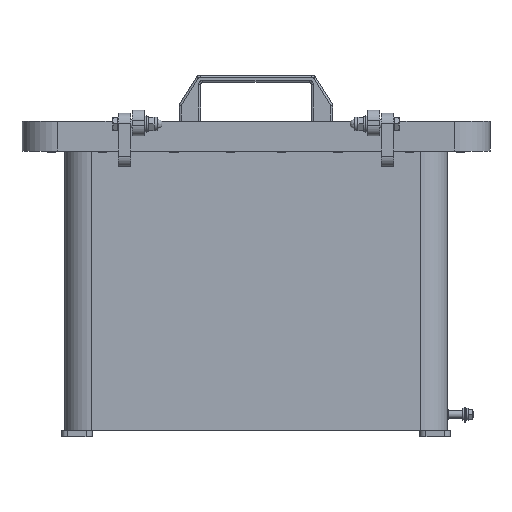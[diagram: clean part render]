
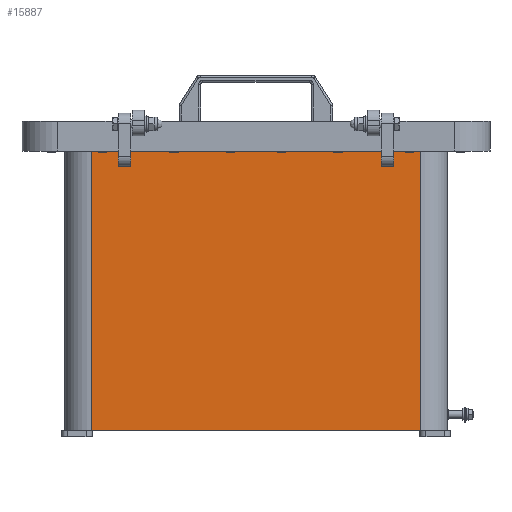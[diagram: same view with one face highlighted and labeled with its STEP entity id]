
A CAD part, left-side view. The second image highlights one B-rep face of the part: STEP entity #15887.
In plain terms, the highlighted planar face has unit normal (-1, 0, 0).
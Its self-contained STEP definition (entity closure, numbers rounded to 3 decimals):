
#170 = CARTESIAN_POINT ( 'NONE',  ( -144.5, 161., -273. ) ) ;
#248 = EDGE_CURVE ( 'NONE', #5243, #19295, #28103, .T. ) ;
#746 = ORIENTED_EDGE ( 'NONE', *, *, #248, .T. ) ;
#1245 = DIRECTION ( 'NONE',  ( 0., -1., 0. ) ) ;
#1424 = CARTESIAN_POINT ( 'NONE',  ( -144.5, 161., -273. ) ) ;
#3486 = CARTESIAN_POINT ( 'NONE',  ( -144.5, -161., -273. ) ) ;
#3842 = EDGE_CURVE ( 'NONE', #9652, #4198, #17785, .T. ) ;
#4198 = VERTEX_POINT ( 'NONE', #13651 ) ;
#4739 = FACE_OUTER_BOUND ( 'NONE', #27824, .T. ) ;
#5022 = CARTESIAN_POINT ( 'NONE',  ( -144.5, 161., 0. ) ) ;
#5243 = VERTEX_POINT ( 'NONE', #3486 ) ;
#5333 = EDGE_CURVE ( 'NONE', #9652, #10024, #11470, .T. ) ;
#5735 = CARTESIAN_POINT ( 'NONE',  ( -144.5, 161., -273. ) ) ;
#6057 = EDGE_CURVE ( 'NONE', #10024, #19295, #28952, .T. ) ;
#6564 = DIRECTION ( 'NONE',  ( 0., 0., 1. ) ) ;
#7836 = VERTEX_POINT ( 'NONE', #22730 ) ;
#8426 = EDGE_CURVE ( 'NONE', #4198, #7836, #17891, .T. ) ;
#9652 = VERTEX_POINT ( 'NONE', #23695 ) ;
#10024 = VERTEX_POINT ( 'NONE', #27406 ) ;
#11359 = CARTESIAN_POINT ( 'NONE',  ( -144.5, 161., -273. ) ) ;
#11470 = LINE ( 'NONE', #5735, #29835 ) ;
#11654 = DIRECTION ( 'NONE',  ( 0., -1., 0. ) ) ;
#12624 = ORIENTED_EDGE ( 'NONE', *, *, #3842, .T. ) ;
#13532 = CARTESIAN_POINT ( 'NONE',  ( -144.5, -161., -273. ) ) ;
#13651 = CARTESIAN_POINT ( 'NONE',  ( -144.5, 160., -273. ) ) ;
#13843 = VECTOR ( 'NONE', #1245, 1000. ) ;
#15340 = EDGE_CURVE ( 'NONE', #7836, #5243, #23871, .T. ) ;
#15887 = ADVANCED_FACE ( 'NONE', ( #4739 ), #27379, .T. ) ;
#16190 = CARTESIAN_POINT ( 'NONE',  ( -144.5, -161., -273. ) ) ;
#17048 = CARTESIAN_POINT ( 'NONE',  ( -144.5, -161., 0. ) ) ;
#17322 = ORIENTED_EDGE ( 'NONE', *, *, #15340, .T. ) ;
#17785 = LINE ( 'NONE', #1424, #13843 ) ;
#17891 = LINE ( 'NONE', #11359, #27960 ) ;
#18561 = DIRECTION ( 'NONE',  ( 0., -1., 0. ) ) ;
#19295 = VERTEX_POINT ( 'NONE', #17048 ) ;
#19671 = ORIENTED_EDGE ( 'NONE', *, *, #8426, .T. ) ;
#21094 = ORIENTED_EDGE ( 'NONE', *, *, #5333, .F. ) ;
#21178 = DIRECTION ( 'NONE',  ( 0., -1., 0. ) ) ;
#21972 = VECTOR ( 'NONE', #6564, 1000. ) ;
#22730 = CARTESIAN_POINT ( 'NONE',  ( -144.5, -160., -273. ) ) ;
#23057 = AXIS2_PLACEMENT_3D ( 'NONE', #16190, #27872, #25501 ) ;
#23695 = CARTESIAN_POINT ( 'NONE',  ( -144.5, 161., -273. ) ) ;
#23871 = LINE ( 'NONE', #170, #29269 ) ;
#24098 = DIRECTION ( 'NONE',  ( 0., 0., 1. ) ) ;
#25501 = DIRECTION ( 'NONE',  ( 0., 0., 1. ) ) ;
#26125 = VECTOR ( 'NONE', #21178, 1000. ) ;
#27379 = PLANE ( 'NONE',  #23057 ) ;
#27406 = CARTESIAN_POINT ( 'NONE',  ( -144.5, 161., 0. ) ) ;
#27824 = EDGE_LOOP ( 'NONE', ( #746, #29801, #21094, #12624, #19671, #17322 ) ) ;
#27872 = DIRECTION ( 'NONE',  ( -1., 0., 0. ) ) ;
#27960 = VECTOR ( 'NONE', #11654, 1000. ) ;
#28103 = LINE ( 'NONE', #13532, #21972 ) ;
#28952 = LINE ( 'NONE', #5022, #26125 ) ;
#29269 = VECTOR ( 'NONE', #18561, 1000. ) ;
#29801 = ORIENTED_EDGE ( 'NONE', *, *, #6057, .F. ) ;
#29835 = VECTOR ( 'NONE', #24098, 1000. ) ;
